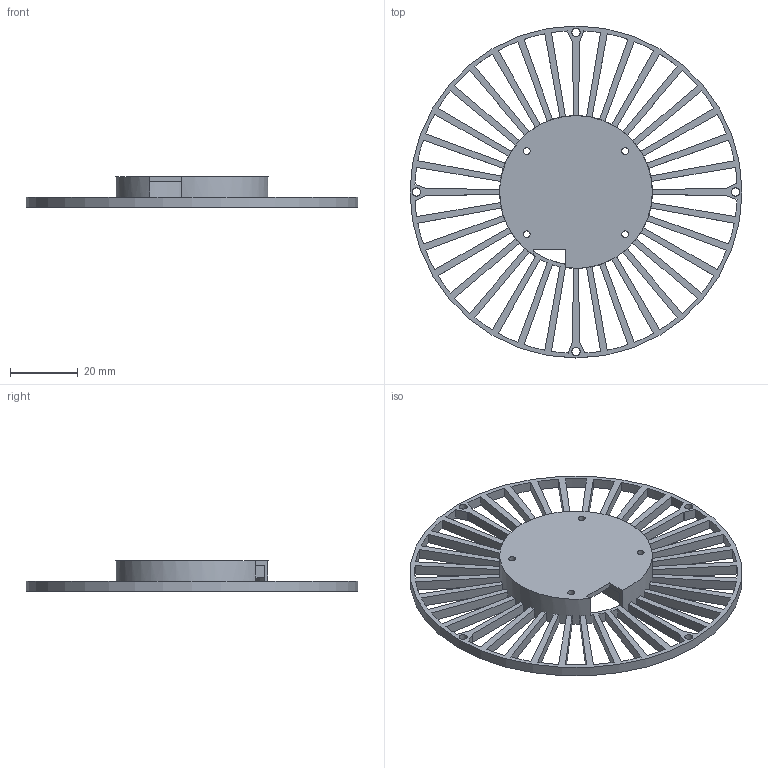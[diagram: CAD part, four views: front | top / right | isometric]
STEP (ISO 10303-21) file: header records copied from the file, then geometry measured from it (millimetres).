
FILE_DESCRIPTION(/* description */ (''),/* implementation_level */ '2;1');
FILE_NAME(/* name */ 'bottom v25.step',/* time_stamp */ '2025-05-04T12:07:25+08:00',/* author */ (''),/* organization */ (''),/* preprocessor_version */ 'ST-DEVELOPER v20.1',/* originating_system */ 'Autodesk Translation Framework v14.4.0.0',/* authorisation */ '');
FILE_SCHEMA (('AUTOMOTIVE_DESIGN { 1 0 10303 214 3 1 1 }'));
Length unit declared in the file: millimetre
Products named in the file (1): bottom
Bounding box: 97.8 x 97.8 x 9 mm (x, y, z)
Volume: 9699.4 mm3; surface area: 16899.8 mm2
Topology: 7 solids, 7 shells, 173 faces, 579 edges, 386 vertices
Faces by surface type: plane 112, cylinder 61
Full cylindrical faces by diameter (mm): 2 x9, 2.4 x4, 4 x4, 43 x1, 97.8 x1
Entity records: 6592 total; most frequent: ORIENTED_EDGE 1158, CARTESIAN_POINT 1139, DIRECTION 1119, EDGE_CURVE 579, LINE 387, VECTOR 387, VERTEX_POINT 386, AXIS2_PLACEMENT_3D 366
